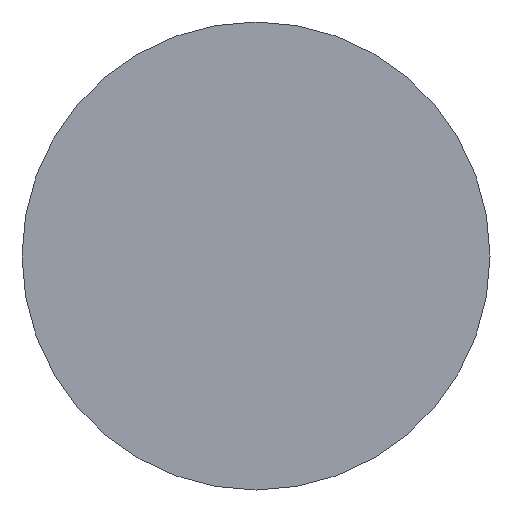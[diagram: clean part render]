
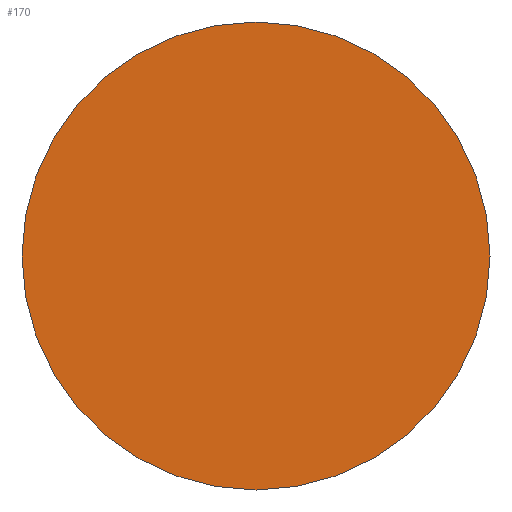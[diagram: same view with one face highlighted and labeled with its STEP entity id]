
A CAD part, front view. The second image highlights one B-rep face of the part: STEP entity #170.
In plain terms, the highlighted planar face has unit normal (0, -1, 0).
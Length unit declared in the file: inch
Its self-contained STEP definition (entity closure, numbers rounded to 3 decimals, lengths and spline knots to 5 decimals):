
#1 = DIRECTION ( 'NONE',  ( 0., 0., -1. ) ) ;
#14 = DIRECTION ( 'NONE',  ( 0., 0., -1. ) ) ;
#22 = DIRECTION ( 'NONE',  ( 0., -1., 0. ) ) ;
#23 = AXIS2_PLACEMENT_3D ( 'NONE', #190, #341, #14 ) ;
#91 = AXIS2_PLACEMENT_3D ( 'NONE', #312, #22, #206 ) ;
#99 = EDGE_CURVE ( 'NONE', #303, #269, #356, .T. ) ;
#146 = AXIS2_PLACEMENT_3D ( 'NONE', #177, #440, #1 ) ;
#162 = FACE_OUTER_BOUND ( 'NONE', #300, .T. ) ;
#170 = ADVANCED_FACE ( 'NONE', ( #162 ), #441, .T. ) ;
#177 = CARTESIAN_POINT ( 'NONE',  ( 0., 0., 0. ) ) ;
#190 = CARTESIAN_POINT ( 'NONE',  ( 0., 0., 0. ) ) ;
#206 = DIRECTION ( 'NONE',  ( 0., 0., -1. ) ) ;
#244 = CIRCLE ( 'NONE', #91, 0.25 ) ;
#269 = VERTEX_POINT ( 'NONE', #292 ) ;
#275 = ORIENTED_EDGE ( 'NONE', *, *, #99, .T. ) ;
#292 = CARTESIAN_POINT ( 'NONE',  ( 0., 0., 0.25 ) ) ;
#300 = EDGE_LOOP ( 'NONE', ( #275, #345 ) ) ;
#303 = VERTEX_POINT ( 'NONE', #443 ) ;
#312 = CARTESIAN_POINT ( 'NONE',  ( 0., 0., 0. ) ) ;
#341 = DIRECTION ( 'NONE',  ( 0., -1., 0. ) ) ;
#345 = ORIENTED_EDGE ( 'NONE', *, *, #391, .T. ) ;
#356 = CIRCLE ( 'NONE', #146, 0.25 ) ;
#391 = EDGE_CURVE ( 'NONE', #269, #303, #244, .T. ) ;
#440 = DIRECTION ( 'NONE',  ( 0., -1., 0. ) ) ;
#441 = PLANE ( 'NONE',  #23 ) ;
#443 = CARTESIAN_POINT ( 'NONE',  ( 0., 0., -0.25 ) ) ;
